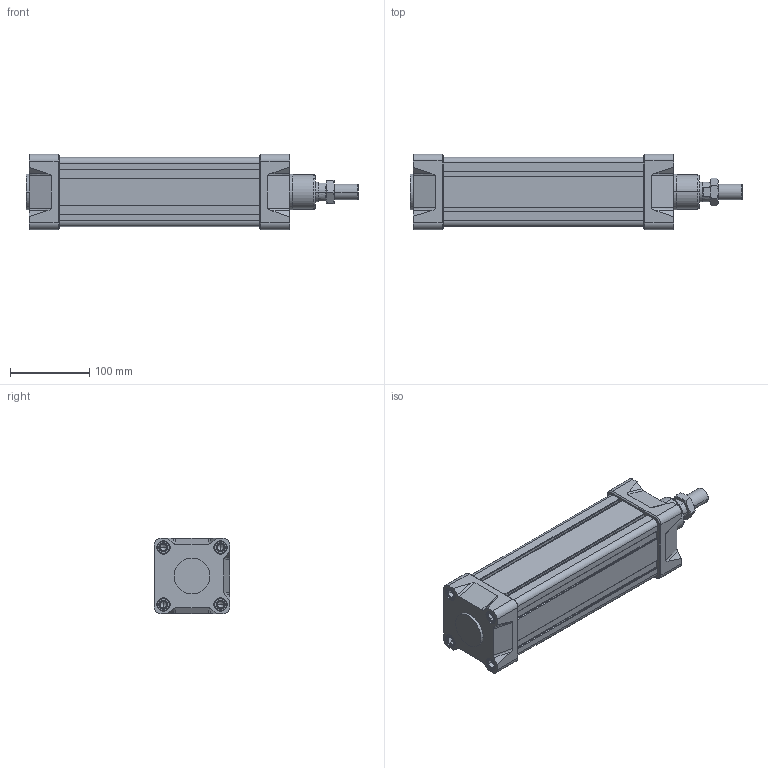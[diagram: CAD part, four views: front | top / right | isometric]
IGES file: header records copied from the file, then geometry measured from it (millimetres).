
Start section: SolidWorks IGES file using analytic representation for surfaces
Global section: file name: CL_001_080_0200.IGS; native system: SolidWorks 2013; preprocessor: SolidWorks 2013; author: technolog; date: 140625.131246; units: millimetre
Bounding box: 418 x 95 x 95 mm (x, y, z)
Volume: 1481622.7 mm3; surface area: 356743.7 mm2
Topology: 13 solids, 13 shells, 674 faces, 3108 edges, 4057 vertices
Faces by surface type: plane 332, revolution 329, bspline 13
